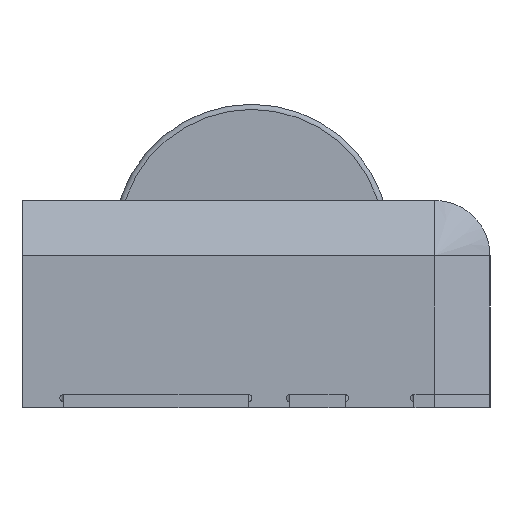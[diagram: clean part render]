
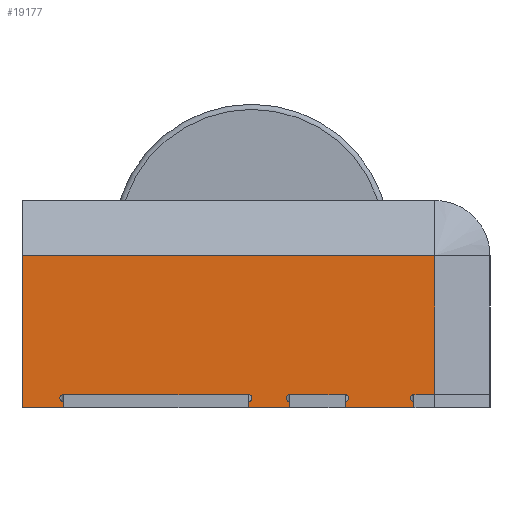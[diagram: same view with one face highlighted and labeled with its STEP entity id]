
A CAD part, left-side view. The second image highlights one B-rep face of the part: STEP entity #19177.
In plain terms, the highlighted planar face has unit normal (-1, 0, 0).
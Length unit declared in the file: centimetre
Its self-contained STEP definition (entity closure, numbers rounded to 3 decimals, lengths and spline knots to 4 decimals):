
#525=PLANE('',#20587);
#1749=FACE_OUTER_BOUND('',#2854,.T.);
#2854=EDGE_LOOP('',(#15002,#15003,#15004,#15005,#15006,#15007,#15008,#15009,
#15010,#15011,#15012,#15013,#15014,#15015,#15016,#15017,#15018,#15019,#15020));
#4124=LINE('',#31505,#6189);
#4128=LINE('',#31512,#6193);
#4143=LINE('',#31553,#6208);
#4146=LINE('',#31559,#6211);
#4149=LINE('',#31565,#6214);
#4152=LINE('',#31573,#6217);
#4155=LINE('',#31580,#6220);
#4157=LINE('',#31585,#6222);
#4159=LINE('',#31591,#6224);
#4160=LINE('',#31593,#6225);
#4161=LINE('',#31595,#6226);
#4162=LINE('',#31596,#6227);
#4163=LINE('',#31597,#6228);
#4164=LINE('',#31598,#6229);
#6189=VECTOR('',#23590,1.);
#6193=VECTOR('',#23596,1.);
#6208=VECTOR('',#23627,1.);
#6211=VECTOR('',#23632,1.);
#6214=VECTOR('',#23637,1.);
#6217=VECTOR('',#23646,1.);
#6220=VECTOR('',#23655,1.);
#6222=VECTOR('',#23659,1.);
#6224=VECTOR('',#23667,1.);
#6225=VECTOR('',#23668,1.);
#6226=VECTOR('',#23669,1.);
#6227=VECTOR('',#23670,1.);
#6228=VECTOR('',#23671,1.);
#6229=VECTOR('',#23672,1.);
#7991=CIRCLE('',#20565,0.3302);
#7996=CIRCLE('',#20574,0.3302);
#7997=CIRCLE('',#20579,0.3302);
#7998=CIRCLE('',#20582,0.3302);
#7999=CIRCLE('',#20586,0.3302);
#8991=VERTEX_POINT('',#31496);
#8992=VERTEX_POINT('',#31498);
#8994=VERTEX_POINT('',#31504);
#8996=VERTEX_POINT('',#31510);
#9012=VERTEX_POINT('',#31546);
#9013=VERTEX_POINT('',#31548);
#9014=VERTEX_POINT('',#31552);
#9015=VERTEX_POINT('',#31556);
#9016=VERTEX_POINT('',#31558);
#9017=VERTEX_POINT('',#31562);
#9018=VERTEX_POINT('',#31564);
#9019=VERTEX_POINT('',#31570);
#9020=VERTEX_POINT('',#31572);
#9021=VERTEX_POINT('',#31576);
#9022=VERTEX_POINT('',#31582);
#9023=VERTEX_POINT('',#31584);
#9024=VERTEX_POINT('',#31590);
#9025=VERTEX_POINT('',#31592);
#9026=VERTEX_POINT('',#31594);
#11178=EDGE_CURVE('',#8992,#8991,#7991,.T.);
#11181=EDGE_CURVE('',#8994,#8992,#4124,.T.);
#11185=EDGE_CURVE('',#8991,#8996,#4128,.T.);
#11203=EDGE_CURVE('',#9013,#9012,#7996,.T.);
#11205=EDGE_CURVE('',#9014,#9013,#4143,.T.);
#11208=EDGE_CURVE('',#9016,#9015,#4146,.T.);
#11211=EDGE_CURVE('',#9018,#9017,#4149,.T.);
#11213=EDGE_CURVE('',#9015,#9018,#7997,.T.);
#11215=EDGE_CURVE('',#9020,#9019,#4152,.T.);
#11217=EDGE_CURVE('',#9021,#9020,#7998,.T.);
#11219=EDGE_CURVE('',#9012,#9021,#4155,.T.);
#11221=EDGE_CURVE('',#9023,#9022,#4157,.T.);
#11223=EDGE_CURVE('',#9017,#9023,#7999,.T.);
#11224=EDGE_CURVE('',#8996,#9024,#4159,.T.);
#11225=EDGE_CURVE('',#9025,#9024,#4160,.T.);
#11226=EDGE_CURVE('',#9026,#9025,#4161,.T.);
#11227=EDGE_CURVE('',#9014,#9026,#4162,.T.);
#11228=EDGE_CURVE('',#9016,#9019,#4163,.T.);
#11229=EDGE_CURVE('',#8994,#9022,#4164,.T.);
#15002=ORIENTED_EDGE('',*,*,#11185,.T.);
#15003=ORIENTED_EDGE('',*,*,#11224,.T.);
#15004=ORIENTED_EDGE('',*,*,#11225,.F.);
#15005=ORIENTED_EDGE('',*,*,#11226,.F.);
#15006=ORIENTED_EDGE('',*,*,#11227,.F.);
#15007=ORIENTED_EDGE('',*,*,#11205,.T.);
#15008=ORIENTED_EDGE('',*,*,#11203,.T.);
#15009=ORIENTED_EDGE('',*,*,#11219,.T.);
#15010=ORIENTED_EDGE('',*,*,#11217,.T.);
#15011=ORIENTED_EDGE('',*,*,#11215,.T.);
#15012=ORIENTED_EDGE('',*,*,#11228,.F.);
#15013=ORIENTED_EDGE('',*,*,#11208,.T.);
#15014=ORIENTED_EDGE('',*,*,#11213,.T.);
#15015=ORIENTED_EDGE('',*,*,#11211,.T.);
#15016=ORIENTED_EDGE('',*,*,#11223,.T.);
#15017=ORIENTED_EDGE('',*,*,#11221,.T.);
#15018=ORIENTED_EDGE('',*,*,#11229,.F.);
#15019=ORIENTED_EDGE('',*,*,#11181,.T.);
#15020=ORIENTED_EDGE('',*,*,#11178,.T.);
#19177=ADVANCED_FACE('',(#1749),#525,.T.);
#20565=AXIS2_PLACEMENT_3D('',#31499,#23584,#23585);
#20574=AXIS2_PLACEMENT_3D('',#31549,#23622,#23623);
#20579=AXIS2_PLACEMENT_3D('',#31568,#23641,#23642);
#20582=AXIS2_PLACEMENT_3D('',#31577,#23650,#23651);
#20586=AXIS2_PLACEMENT_3D('',#31588,#23663,#23664);
#20587=AXIS2_PLACEMENT_3D('',#31589,#23665,#23666);
#23584=DIRECTION('center_axis',(1.,0.,0.));
#23585=DIRECTION('ref_axis',(0.,0.,
1.));
#23590=DIRECTION('',(0.,0.,1.));
#23596=DIRECTION('',(0.,-1.,0.));
#23622=DIRECTION('center_axis',(1.,0.,0.));
#23623=DIRECTION('ref_axis',(0.,0.,
1.));
#23627=DIRECTION('',(0.,0.,1.));
#23632=DIRECTION('',(0.,0.,1.));
#23637=DIRECTION('',(0.,-1.,0.));
#23641=DIRECTION('center_axis',(1.,0.,0.));
#23642=DIRECTION('ref_axis',(0.,0.,
1.));
#23646=DIRECTION('',(0.,0.,-1.));
#23650=DIRECTION('center_axis',(1.,0.,0.));
#23651=DIRECTION('ref_axis',(0.,0.,
-1.));
#23655=DIRECTION('',(0.,-1.,0.));
#23659=DIRECTION('',(0.,0.,-1.));
#23663=DIRECTION('center_axis',(1.,0.,0.));
#23664=DIRECTION('ref_axis',(0.,0.,
-1.));
#23665=DIRECTION('center_axis',(-1.,0.,0.));
#23666=DIRECTION('ref_axis',(0.,-1.,0.));
#23667=DIRECTION('',(0.,0.,1.));
#23668=DIRECTION('',(0.,-1.,0.));
#23669=DIRECTION('',(0.,0.,1.));
#23670=DIRECTION('',(0.,1.,0.));
#23671=DIRECTION('',(0.,1.,0.));
#23672=DIRECTION('',(0.,1.,0.));
#31496=CARTESIAN_POINT('',(-10.8903,1.905,1.2065));
#31498=CARTESIAN_POINT('',(-10.8903,1.905,0.5461));
#31499=CARTESIAN_POINT('Origin',(-10.8903,1.905,0.8763));
#31504=CARTESIAN_POINT('',(-10.8903,1.905,0.));
#31505=CARTESIAN_POINT('',(-10.8903,1.905,-0.5914));
#31510=CARTESIAN_POINT('',(-10.8903,0.,1.2065));
#31512=CARTESIAN_POINT('',(-10.8903,27.1615,1.2065));
#31546=CARTESIAN_POINT('',(-10.8903,34.0986,1.2065));
#31548=CARTESIAN_POINT('',(-10.8903,34.0986,0.5461));
#31549=CARTESIAN_POINT('Origin',(-10.8903,34.0986,0.8763));
#31552=CARTESIAN_POINT('',(-10.8903,34.0986,0.));
#31553=CARTESIAN_POINT('',(-10.8903,34.0986,0.));
#31556=CARTESIAN_POINT('',(-10.8903,13.3113,0.5461));
#31558=CARTESIAN_POINT('',(-10.8903,13.3113,0.));
#31559=CARTESIAN_POINT('',(-10.8903,13.3113,0.));
#31562=CARTESIAN_POINT('',(-10.8903,8.2313,1.2065));
#31564=CARTESIAN_POINT('',(-10.8903,13.3113,1.2065));
#31565=CARTESIAN_POINT('',(-10.8903,25.61,1.2065));
#31568=CARTESIAN_POINT('Origin',(-10.8903,13.3113,0.8763));
#31570=CARTESIAN_POINT('',(-10.8903,17.1213,0.));
#31572=CARTESIAN_POINT('',(-10.8903,17.1213,0.5461));
#31573=CARTESIAN_POINT('',(-10.8903,17.1213,0.273));
#31576=CARTESIAN_POINT('',(-10.8903,17.1213,1.2065));
#31577=CARTESIAN_POINT('Origin',(-10.8903,17.1213,0.8763));
#31580=CARTESIAN_POINT('',(-10.8903,36.0036,1.2065));
#31582=CARTESIAN_POINT('',(-10.8903,8.2313,0.));
#31584=CARTESIAN_POINT('',(-10.8903,8.2313,0.5461));
#31585=CARTESIAN_POINT('',(-10.8903,8.2313,0.273));
#31588=CARTESIAN_POINT('Origin',(-10.8903,8.2313,0.8763));
#31589=CARTESIAN_POINT('Origin',(-10.8903,37.9086,0.));
#31590=CARTESIAN_POINT('',(-10.8903,0.,13.97));
#31591=CARTESIAN_POINT('',(-10.8903,0.,0.));
#31592=CARTESIAN_POINT('',(-10.8903,37.9086,13.97));
#31593=CARTESIAN_POINT('',(-10.8903,0.,13.97));
#31594=CARTESIAN_POINT('',(-10.8903,37.9086,0.));
#31595=CARTESIAN_POINT('',(-10.8903,37.9086,0.));
#31596=CARTESIAN_POINT('',(-10.8903,0.,0.));
#31597=CARTESIAN_POINT('',(-10.8903,0.,0.));
#31598=CARTESIAN_POINT('',(-10.8903,0.,0.));
